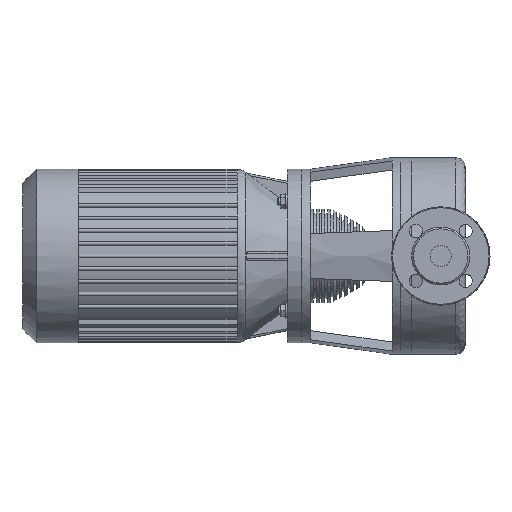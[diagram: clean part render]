
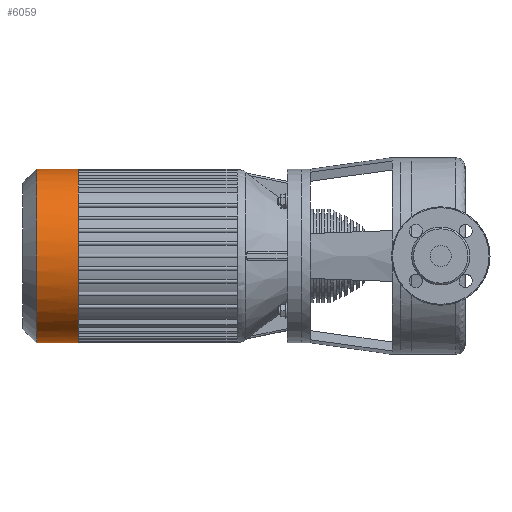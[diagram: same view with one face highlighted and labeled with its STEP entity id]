
A CAD part, left-side view. The second image highlights one B-rep face of the part: STEP entity #6059.
In plain terms, the highlighted cylindrical face has radius 92.5 mm (diameter 185 mm), a partial arc.
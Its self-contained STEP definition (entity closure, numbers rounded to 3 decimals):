
#4918=CARTESIAN_POINT('',(145.,431.15,-92.5));
#4919=VERTEX_POINT('',#4918);
#4920=CARTESIAN_POINT('',(145.,386.6,-92.5));
#4921=VERTEX_POINT('',#4920);
#4922=CARTESIAN_POINT('',(145.,431.15,-92.5));
#4923=DIRECTION('',(0.0,-1.0,0.0));
#4924=VECTOR('',#4923,44.55);
#4925=LINE('',#4922,#4924);
#4926=EDGE_CURVE('',#4919,#4921,#4925,.T.);
#4928=CARTESIAN_POINT('',(145.0,431.15,92.5));
#4929=VERTEX_POINT('',#4928);
#4937=CARTESIAN_POINT('',(145.,386.6,92.5));
#4938=VERTEX_POINT('',#4937);
#4939=CARTESIAN_POINT('',(145.0,431.15,92.5));
#4940=DIRECTION('',(0.0,-1.0,0.0));
#4941=VECTOR('',#4940,44.55);
#4942=LINE('',#4939,#4941);
#4943=EDGE_CURVE('',#4929,#4938,#4942,.T.);
#5121=CARTESIAN_POINT('',(145.0,431.15,0.));
#5122=DIRECTION('',(0.0,1.0,0.0));
#5123=DIRECTION('',(0.0,0.0,-1.0));
#5124=AXIS2_PLACEMENT_3D('',#5121,#5122,#5123);
#5125=CIRCLE('',#5124,92.5);
#5126=EDGE_CURVE('',#4919,#4929,#5125,.T.);
#5889=CARTESIAN_POINT('',(145.0,386.6,0.));
#5890=DIRECTION('',(0.,1.0,0.));
#5891=DIRECTION('',(0.0,0.0,-1.0));
#5892=AXIS2_PLACEMENT_3D('',#5889,#5890,#5891);
#5893=CYLINDRICAL_SURFACE('',#5892,92.5);
#5894=ORIENTED_EDGE('',*,*,#4926,.T.);
#5895=CARTESIAN_POINT('',(131.202,386.6,-91.465));
#5896=VERTEX_POINT('',#5895);
#5897=CARTESIAN_POINT('',(145.0,386.6,0.));
#5898=DIRECTION('',(0.0,-1.0,0.0));
#5899=DIRECTION('',(0.0,0.0,-1.0));
#5900=AXIS2_PLACEMENT_3D('',#5897,#5898,#5899);
#5901=CIRCLE('',#5900,92.5);
#5902=EDGE_CURVE('',#5896,#4921,#5901,.T.);
#5903=ORIENTED_EDGE('',*,*,#5902,.F.);
#5904=CARTESIAN_POINT('',(117.403,386.6,-88.287));
#5905=VERTEX_POINT('',#5904);
#5906=CARTESIAN_POINT('',(145.0,386.6,0.));
#5907=DIRECTION('',(0.0,-1.0,0.0));
#5908=DIRECTION('',(0.0,0.0,-1.0));
#5909=AXIS2_PLACEMENT_3D('',#5906,#5907,#5908);
#5910=CIRCLE('',#5909,92.5);
#5911=EDGE_CURVE('',#5905,#5896,#5910,.T.);
#5912=ORIENTED_EDGE('',*,*,#5911,.F.);
#5913=CARTESIAN_POINT('',(103.605,386.6,-82.721));
#5914=VERTEX_POINT('',#5913);
#5915=CARTESIAN_POINT('',(145.0,386.6,0.));
#5916=DIRECTION('',(0.0,-1.0,0.0));
#5917=DIRECTION('',(0.0,0.0,-1.0));
#5918=AXIS2_PLACEMENT_3D('',#5915,#5916,#5917);
#5919=CIRCLE('',#5918,92.5);
#5920=EDGE_CURVE('',#5914,#5905,#5919,.T.);
#5921=ORIENTED_EDGE('',*,*,#5920,.F.);
#5922=CARTESIAN_POINT('',(89.807,386.6,-74.229));
#5923=VERTEX_POINT('',#5922);
#5924=CARTESIAN_POINT('',(145.0,386.6,0.));
#5925=DIRECTION('',(0.0,-1.0,0.0));
#5926=DIRECTION('',(0.0,0.0,-1.0));
#5927=AXIS2_PLACEMENT_3D('',#5924,#5925,#5926);
#5928=CIRCLE('',#5927,92.5);
#5929=EDGE_CURVE('',#5923,#5914,#5928,.T.);
#5930=ORIENTED_EDGE('',*,*,#5929,.F.);
#5931=CARTESIAN_POINT('',(70.771,386.6,-55.193));
#5932=VERTEX_POINT('',#5931);
#5933=CARTESIAN_POINT('',(145.0,386.6,0.));
#5934=DIRECTION('',(0.0,-1.0,0.0));
#5935=DIRECTION('',(0.0,0.0,-1.0));
#5936=AXIS2_PLACEMENT_3D('',#5933,#5934,#5935);
#5937=CIRCLE('',#5936,92.5);
#5938=EDGE_CURVE('',#5932,#5923,#5937,.T.);
#5939=ORIENTED_EDGE('',*,*,#5938,.F.);
#5940=CARTESIAN_POINT('',(62.279,386.6,-41.395));
#5941=VERTEX_POINT('',#5940);
#5942=CARTESIAN_POINT('',(145.0,386.6,0.));
#5943=DIRECTION('',(0.0,-1.0,0.0));
#5944=DIRECTION('',(0.0,0.0,-1.0));
#5945=AXIS2_PLACEMENT_3D('',#5942,#5943,#5944);
#5946=CIRCLE('',#5945,92.5);
#5947=EDGE_CURVE('',#5941,#5932,#5946,.T.);
#5948=ORIENTED_EDGE('',*,*,#5947,.F.);
#5949=CARTESIAN_POINT('',(56.713,386.6,-27.597));
#5950=VERTEX_POINT('',#5949);
#5951=CARTESIAN_POINT('',(145.0,386.6,0.));
#5952=DIRECTION('',(0.0,-1.0,0.0));
#5953=DIRECTION('',(0.0,0.0,-1.0));
#5954=AXIS2_PLACEMENT_3D('',#5951,#5952,#5953);
#5955=CIRCLE('',#5954,92.5);
#5956=EDGE_CURVE('',#5950,#5941,#5955,.T.);
#5957=ORIENTED_EDGE('',*,*,#5956,.F.);
#5958=CARTESIAN_POINT('',(53.535,386.6,-13.798));
#5959=VERTEX_POINT('',#5958);
#5960=CARTESIAN_POINT('',(145.0,386.6,0.));
#5961=DIRECTION('',(0.0,-1.0,0.0));
#5962=DIRECTION('',(0.0,0.0,-1.0));
#5963=AXIS2_PLACEMENT_3D('',#5960,#5961,#5962);
#5964=CIRCLE('',#5963,92.5);
#5965=EDGE_CURVE('',#5959,#5950,#5964,.T.);
#5966=ORIENTED_EDGE('',*,*,#5965,.F.);
#5967=CARTESIAN_POINT('',(52.5,386.6,0.));
#5968=VERTEX_POINT('',#5967);
#5969=CARTESIAN_POINT('',(145.0,386.6,0.));
#5970=DIRECTION('',(0.0,-1.0,0.0));
#5971=DIRECTION('',(0.0,0.0,-1.0));
#5972=AXIS2_PLACEMENT_3D('',#5969,#5970,#5971);
#5973=CIRCLE('',#5972,92.5);
#5974=EDGE_CURVE('',#5968,#5959,#5973,.T.);
#5975=ORIENTED_EDGE('',*,*,#5974,.F.);
#5976=CARTESIAN_POINT('',(53.535,386.6,13.798));
#5977=VERTEX_POINT('',#5976);
#5978=CARTESIAN_POINT('',(145.0,386.6,0.));
#5979=DIRECTION('',(0.0,-1.0,0.0));
#5980=DIRECTION('',(0.0,0.0,-1.0));
#5981=AXIS2_PLACEMENT_3D('',#5978,#5979,#5980);
#5982=CIRCLE('',#5981,92.5);
#5983=EDGE_CURVE('',#5977,#5968,#5982,.T.);
#5984=ORIENTED_EDGE('',*,*,#5983,.F.);
#5985=CARTESIAN_POINT('',(56.713,386.6,27.597));
#5986=VERTEX_POINT('',#5985);
#5987=CARTESIAN_POINT('',(145.0,386.6,0.));
#5988=DIRECTION('',(0.0,-1.0,0.0));
#5989=DIRECTION('',(0.0,0.0,-1.0));
#5990=AXIS2_PLACEMENT_3D('',#5987,#5988,#5989);
#5991=CIRCLE('',#5990,92.5);
#5992=EDGE_CURVE('',#5986,#5977,#5991,.T.);
#5993=ORIENTED_EDGE('',*,*,#5992,.F.);
#5994=CARTESIAN_POINT('',(62.279,386.6,41.395));
#5995=VERTEX_POINT('',#5994);
#5996=CARTESIAN_POINT('',(145.0,386.6,0.));
#5997=DIRECTION('',(0.0,-1.0,0.0));
#5998=DIRECTION('',(0.0,0.0,-1.0));
#5999=AXIS2_PLACEMENT_3D('',#5996,#5997,#5998);
#6000=CIRCLE('',#5999,92.5);
#6001=EDGE_CURVE('',#5995,#5986,#6000,.T.);
#6002=ORIENTED_EDGE('',*,*,#6001,.F.);
#6003=CARTESIAN_POINT('',(70.771,386.6,55.193));
#6004=VERTEX_POINT('',#6003);
#6005=CARTESIAN_POINT('',(145.0,386.6,0.));
#6006=DIRECTION('',(0.0,-1.0,0.0));
#6007=DIRECTION('',(0.0,0.0,-1.0));
#6008=AXIS2_PLACEMENT_3D('',#6005,#6006,#6007);
#6009=CIRCLE('',#6008,92.5);
#6010=EDGE_CURVE('',#6004,#5995,#6009,.T.);
#6011=ORIENTED_EDGE('',*,*,#6010,.F.);
#6012=CARTESIAN_POINT('',(89.807,386.6,74.229));
#6013=VERTEX_POINT('',#6012);
#6014=CARTESIAN_POINT('',(145.0,386.6,0.));
#6015=DIRECTION('',(0.0,-1.0,0.0));
#6016=DIRECTION('',(0.0,0.0,-1.0));
#6017=AXIS2_PLACEMENT_3D('',#6014,#6015,#6016);
#6018=CIRCLE('',#6017,92.5);
#6019=EDGE_CURVE('',#6013,#6004,#6018,.T.);
#6020=ORIENTED_EDGE('',*,*,#6019,.F.);
#6021=CARTESIAN_POINT('',(103.605,386.6,82.721));
#6022=VERTEX_POINT('',#6021);
#6023=CARTESIAN_POINT('',(145.0,386.6,0.));
#6024=DIRECTION('',(0.0,-1.0,0.0));
#6025=DIRECTION('',(0.0,0.0,-1.0));
#6026=AXIS2_PLACEMENT_3D('',#6023,#6024,#6025);
#6027=CIRCLE('',#6026,92.5);
#6028=EDGE_CURVE('',#6022,#6013,#6027,.T.);
#6029=ORIENTED_EDGE('',*,*,#6028,.F.);
#6030=CARTESIAN_POINT('',(117.403,386.6,88.287));
#6031=VERTEX_POINT('',#6030);
#6032=CARTESIAN_POINT('',(145.0,386.6,0.));
#6033=DIRECTION('',(0.0,-1.0,0.0));
#6034=DIRECTION('',(0.0,0.0,-1.0));
#6035=AXIS2_PLACEMENT_3D('',#6032,#6033,#6034);
#6036=CIRCLE('',#6035,92.5);
#6037=EDGE_CURVE('',#6031,#6022,#6036,.T.);
#6038=ORIENTED_EDGE('',*,*,#6037,.F.);
#6039=CARTESIAN_POINT('',(131.202,386.6,91.465));
#6040=VERTEX_POINT('',#6039);
#6041=CARTESIAN_POINT('',(145.0,386.6,0.));
#6042=DIRECTION('',(0.0,-1.0,0.0));
#6043=DIRECTION('',(0.0,0.0,-1.0));
#6044=AXIS2_PLACEMENT_3D('',#6041,#6042,#6043);
#6045=CIRCLE('',#6044,92.5);
#6046=EDGE_CURVE('',#6040,#6031,#6045,.T.);
#6047=ORIENTED_EDGE('',*,*,#6046,.F.);
#6048=CARTESIAN_POINT('',(145.0,386.6,0.));
#6049=DIRECTION('',(0.0,-1.0,0.0));
#6050=DIRECTION('',(0.0,0.0,-1.0));
#6051=AXIS2_PLACEMENT_3D('',#6048,#6049,#6050);
#6052=CIRCLE('',#6051,92.5);
#6053=EDGE_CURVE('',#4938,#6040,#6052,.T.);
#6054=ORIENTED_EDGE('',*,*,#6053,.F.);
#6055=ORIENTED_EDGE('',*,*,#4943,.F.);
#6056=ORIENTED_EDGE('',*,*,#5126,.F.);
#6057=EDGE_LOOP('',(#5894,#5903,#5912,#5921,#5930,#5939,#5948,#5957,#5966,#5975,#5984,#5993,#6002,#6011,#6020,#6029,#6038,#6047,#6054,#6055,#6056));
#6058=FACE_OUTER_BOUND('',#6057,.T.);
#6059=ADVANCED_FACE('',(#6058),#5893,.T.);
